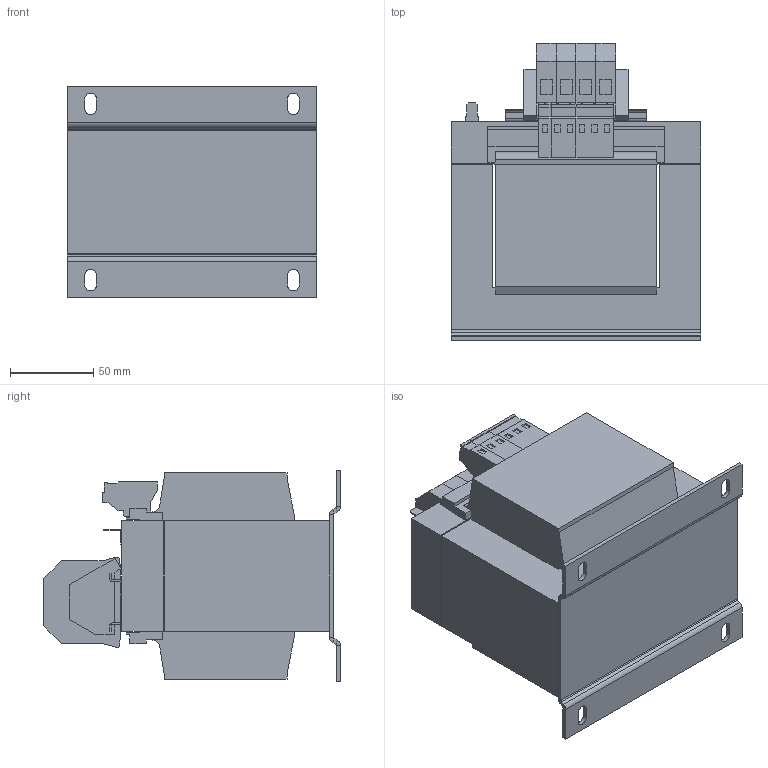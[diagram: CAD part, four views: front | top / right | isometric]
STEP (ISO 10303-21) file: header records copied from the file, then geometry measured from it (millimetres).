
FILE_DESCRIPTION (( 'STEP AP214' ), '1' );
FILE_NAME ('268706.STEP', '2020-07-24T09:55:04', ( '' ), ( '' ), 'SwSTEP 2.0', 'SolidWorks 2018', '' );
FILE_SCHEMA (( 'AUTOMOTIVE_DESIGN' ));
Length unit declared in the file: millimetre
Products named in the file (1): 268706
Bounding box: 150 x 178.6 x 127.5 mm (x, y, z)
Volume: 1885890.6 mm3; surface area: 172833.1 mm2
Topology: 1 solids, 1 shells, 439 faces, 1114 edges, 702 vertices
Faces by surface type: plane 375, cylinder 64
Entity records: 12994 total; most frequent: CARTESIAN_POINT 2292, ORIENTED_EDGE 2228, DIRECTION 2122, EDGE_CURVE 1114, VECTOR 978, LINE 978, VERTEX_POINT 702, AXIS2_PLACEMENT_3D 572
